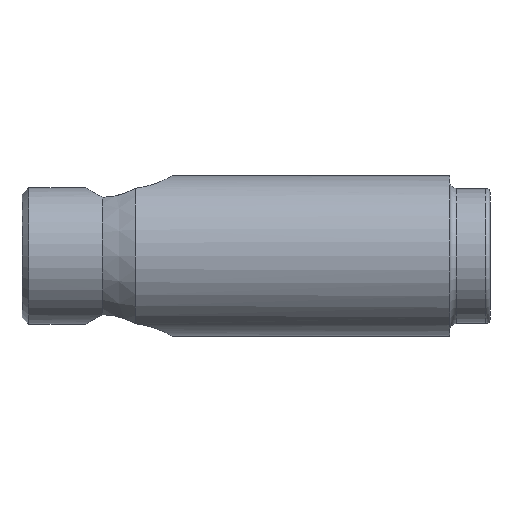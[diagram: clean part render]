
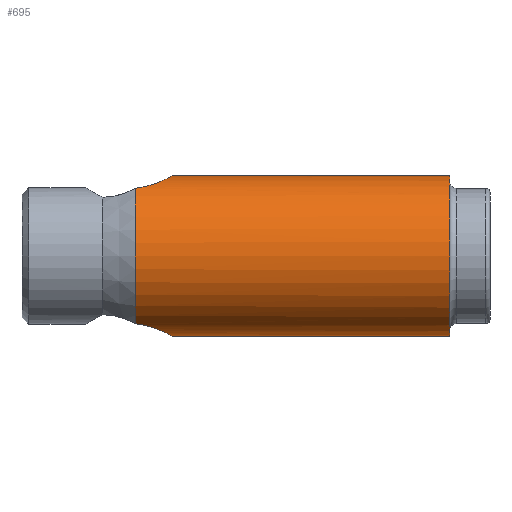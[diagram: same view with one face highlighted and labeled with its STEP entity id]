
A CAD part, left-side view. The second image highlights one B-rep face of the part: STEP entity #695.
In plain terms, the highlighted cylindrical face has radius 6 mm (diameter 12 mm), a partial arc.
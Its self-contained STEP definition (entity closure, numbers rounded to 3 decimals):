
#40 = CARTESIAN_POINT ( 'NONE',  ( 0., 23.75, 6. ) ) ;
#92 = DIRECTION ( 'NONE',  ( 0., 0., -1. ) ) ;
#115 = FACE_OUTER_BOUND ( 'NONE', #679, .T. ) ;
#116 = LINE ( 'NONE', #1081, #941 ) ;
#209 = DIRECTION ( 'NONE',  ( 0., -1., 0. ) ) ;
#229 = CARTESIAN_POINT ( 'NONE',  ( 0., 3., -6. ) ) ;
#241 = VERTEX_POINT ( 'NONE', #816 ) ;
#257 = CARTESIAN_POINT ( 'NONE',  ( -3.017, 25.776, -5.187 ) ) ;
#356 = DIRECTION ( 'NONE',  ( 0., -1., 0. ) ) ;
#367 = CARTESIAN_POINT ( 'NONE',  ( -0.783, 23.84, -5.952 ) ) ;
#377 = EDGE_CURVE ( 'NONE', #645, #241, #964, .T. ) ;
#379 = CARTESIAN_POINT ( 'NONE',  ( -3.187, 26.331, 5.084 ) ) ;
#385 = VERTEX_POINT ( 'NONE', #389 ) ;
#386 = CARTESIAN_POINT ( 'NONE',  ( -3.215, 26.527, 5.066 ) ) ;
#389 = CARTESIAN_POINT ( 'NONE',  ( 0., 3., 6. ) ) ;
#391 = CARTESIAN_POINT ( 'NONE',  ( -3.14, 26.141, 5.113 ) ) ;
#393 = CARTESIAN_POINT ( 'NONE',  ( -3.016, 25.773, 5.187 ) ) ;
#394 = ORIENTED_EDGE ( 'NONE', *, *, #377, .T. ) ;
#395 = CARTESIAN_POINT ( 'NONE',  ( -2.753, 25.262, 5.332 ) ) ;
#398 = CARTESIAN_POINT ( 'NONE',  ( -2.647, 25.105, 5.386 ) ) ;
#400 = CARTESIAN_POINT ( 'NONE',  ( -2.409, 24.81, 5.497 ) ) ;
#404 = CARTESIAN_POINT ( 'NONE',  ( -1.507, 24.114, 5.81 ) ) ;
#407 = B_SPLINE_CURVE_WITH_KNOTS ( 'NONE', 3,
 ( #667, #1155, #1360, #257, #1007, #461, #493, #1258, #1202, #539, #1323, #792, #554, #694, #367, #1115, #537, #1284 ),
 .UNSPECIFIED., .F., .F.,
 ( 4, 2, 2, 2, 2, 2, 2, 2, 4 ),
 ( 0., 0.001, 0.001, 0.002, 0.002, 0.003, 0.004, 0.004, 0.005 ),
 .UNSPECIFIED. ) ;
#408 = CARTESIAN_POINT ( 'NONE',  ( -2.276, 24.672, 5.554 ) ) ;
#409 = CARTESIAN_POINT ( 'NONE',  ( -1.99, 24.424, 5.662 ) ) ;
#414 = CARTESIAN_POINT ( 'NONE',  ( -1.837, 24.312, 5.714 ) ) ;
#419 = CARTESIAN_POINT ( 'NONE',  ( -1.332, 24.029, 5.853 ) ) ;
#424 = CARTESIAN_POINT ( 'NONE',  ( -0.392, 23.768, 5.99 ) ) ;
#427 = ORIENTED_EDGE ( 'NONE', *, *, #1262, .F. ) ;
#431 = CARTESIAN_POINT ( 'NONE',  ( -0.78, 23.839, 5.952 ) ) ;
#438 = VERTEX_POINT ( 'NONE', #229 ) ;
#450 = CARTESIAN_POINT ( 'NONE',  ( -0.97, 23.892, 5.924 ) ) ;
#460 = CYLINDRICAL_SURFACE ( 'NONE', #850, 6. ) ;
#461 = CARTESIAN_POINT ( 'NONE',  ( -2.753, 25.262, -5.332 ) ) ;
#462 = CARTESIAN_POINT ( 'NONE',  ( 0., 23.75, 6. ) ) ;
#466 = CARTESIAN_POINT ( 'NONE',  ( -0.197, 23.75, 6. ) ) ;
#484 = VECTOR ( 'NONE', #209, 1000. ) ;
#493 = CARTESIAN_POINT ( 'NONE',  ( -2.647, 25.105, -5.386 ) ) ;
#509 = CARTESIAN_POINT ( 'NONE',  ( 0., 23.75, -6. ) ) ;
#537 = CARTESIAN_POINT ( 'NONE',  ( -0.197, 23.75, -6. ) ) ;
#539 = CARTESIAN_POINT ( 'NONE',  ( -1.989, 24.423, -5.663 ) ) ;
#541 = DIRECTION ( 'NONE',  ( 0., -1., 0. ) ) ;
#554 = CARTESIAN_POINT ( 'NONE',  ( -1.332, 24.029, -5.853 ) ) ;
#569 = ORIENTED_EDGE ( 'NONE', *, *, #1301, .T. ) ;
#599 = CARTESIAN_POINT ( 'NONE',  ( -2.937, 25.595, 5.233 ) ) ;
#645 = VERTEX_POINT ( 'NONE', #40 ) ;
#658 = ORIENTED_EDGE ( 'NONE', *, *, #1216, .T. ) ;
#667 = CARTESIAN_POINT ( 'NONE',  ( -3.215, 26.527, -5.066 ) ) ;
#679 = EDGE_LOOP ( 'NONE', ( #427, #394, #1322, #658, #569, #1123 ) ) ;
#694 = CARTESIAN_POINT ( 'NONE',  ( -0.969, 23.892, -5.924 ) ) ;
#695 = ADVANCED_FACE ( 'NONE', ( #115 ), #460, .T. ) ;
#792 = CARTESIAN_POINT ( 'NONE',  ( -1.509, 24.115, -5.81 ) ) ;
#797 = CARTESIAN_POINT ( 'NONE',  ( 0., 0., 0. ) ) ;
#816 = CARTESIAN_POINT ( 'NONE',  ( -3.215, 26.527, 5.066 ) ) ;
#850 = AXIS2_PLACEMENT_3D ( 'NONE', #797, #356, #913 ) ;
#869 = CIRCLE ( 'NONE', #1126, 6. ) ;
#875 = CARTESIAN_POINT ( 'NONE',  ( 0., 26.527, 0. ) ) ;
#886 = CARTESIAN_POINT ( 'NONE',  ( 0., 3., 0. ) ) ;
#889 = LINE ( 'NONE', #1375, #484 ) ;
#891 = VERTEX_POINT ( 'NONE', #509 ) ;
#913 = DIRECTION ( 'NONE',  ( 0., 0., -1. ) ) ;
#941 = VECTOR ( 'NONE', #1182, 1000. ) ;
#964 = B_SPLINE_CURVE_WITH_KNOTS ( 'NONE', 3,
 ( #462, #466, #424, #431, #450, #419, #404, #414, #409, #408, #400, #398, #395, #599, #393, #391, #379, #386 ),
 .UNSPECIFIED., .F., .F.,
 ( 4, 2, 2, 2, 2, 2, 2, 2, 4 ),
 ( 0.005, 0.005, 0.006, 0.006, 0.007, 0.008, 0.008, 0.009, 0.009 ),
 .UNSPECIFIED. ) ;
#1007 = CARTESIAN_POINT ( 'NONE',  ( -2.938, 25.598, -5.232 ) ) ;
#1047 = CIRCLE ( 'NONE', #1149, 6. ) ;
#1081 = CARTESIAN_POINT ( 'NONE',  ( 0., 0., -6. ) ) ;
#1094 = DIRECTION ( 'NONE',  ( 0., -1., 0. ) ) ;
#1115 = CARTESIAN_POINT ( 'NONE',  ( -0.398, 23.768, -5.99 ) ) ;
#1123 = ORIENTED_EDGE ( 'NONE', *, *, #1363, .F. ) ;
#1126 = AXIS2_PLACEMENT_3D ( 'NONE', #886, #1094, #92 ) ;
#1149 = AXIS2_PLACEMENT_3D ( 'NONE', #875, #541, #1191 ) ;
#1155 = CARTESIAN_POINT ( 'NONE',  ( -3.187, 26.331, -5.084 ) ) ;
#1182 = DIRECTION ( 'NONE',  ( 0., -1., 0. ) ) ;
#1191 = DIRECTION ( 'NONE',  ( 0., 0., -1. ) ) ;
#1202 = CARTESIAN_POINT ( 'NONE',  ( -2.276, 24.672, -5.554 ) ) ;
#1216 = EDGE_CURVE ( 'NONE', #1227, #891, #407, .T. ) ;
#1227 = VERTEX_POINT ( 'NONE', #1396 ) ;
#1258 = CARTESIAN_POINT ( 'NONE',  ( -2.409, 24.81, -5.497 ) ) ;
#1262 = EDGE_CURVE ( 'NONE', #645, #385, #889, .T. ) ;
#1284 = CARTESIAN_POINT ( 'NONE',  ( 0., 23.75, -6. ) ) ;
#1301 = EDGE_CURVE ( 'NONE', #891, #438, #116, .T. ) ;
#1322 = ORIENTED_EDGE ( 'NONE', *, *, #1397, .T. ) ;
#1323 = CARTESIAN_POINT ( 'NONE',  ( -1.836, 24.312, -5.715 ) ) ;
#1360 = CARTESIAN_POINT ( 'NONE',  ( -3.14, 26.141, -5.113 ) ) ;
#1363 = EDGE_CURVE ( 'NONE', #385, #438, #869, .T. ) ;
#1375 = CARTESIAN_POINT ( 'NONE',  ( 0., 0., 6. ) ) ;
#1396 = CARTESIAN_POINT ( 'NONE',  ( -3.215, 26.527, -5.066 ) ) ;
#1397 = EDGE_CURVE ( 'NONE', #241, #1227, #1047, .T. ) ;
